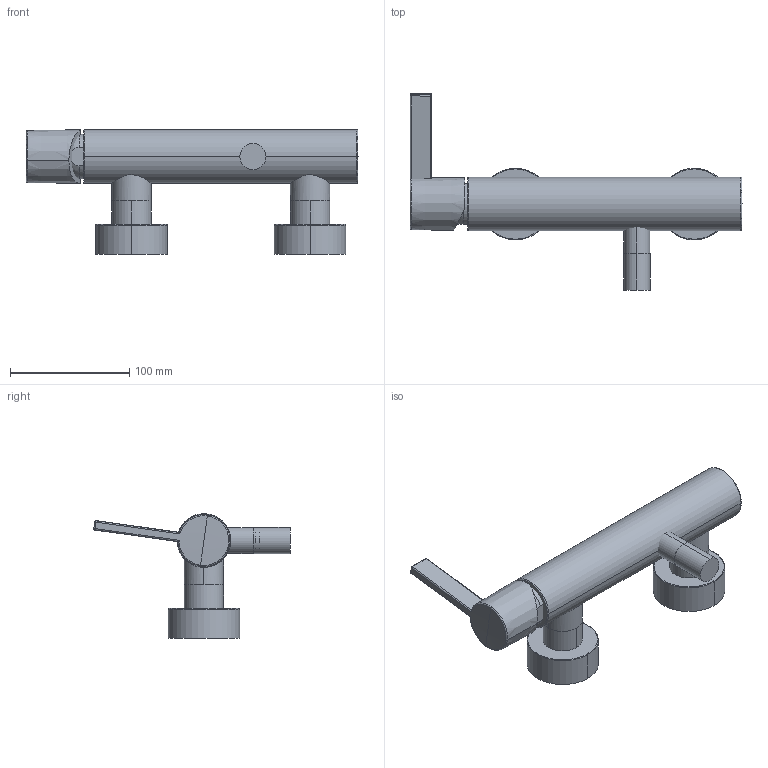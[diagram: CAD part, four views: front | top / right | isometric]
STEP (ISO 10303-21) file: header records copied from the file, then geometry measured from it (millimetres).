
FILE_DESCRIPTION (( 'STEP AP203' ), '1' );
FILE_NAME ('33301670-00.STEP', '2018-07-03T14:57:33', ( '' ), ( '' ), 'SwSTEP 2.0', 'SolidWorks 2017', '' );
FILE_SCHEMA (( 'CONFIG_CONTROL_DESIGN' ));
Length unit declared in the file: millimetre
Products named in the file (9): Planungsmodell_Mutter-+-09.23.10.048.90-01_K1; Planungsmodell_Hebel-+-09.20.67.004-01_-; Planungsmodell_Verschraubung-+-09.24.04.107.90-01_K1_40 x 20 x 40; Planungsmodell_Distanzstueck-+-09.18.40.059.90-01_K1; Planungsmodell_Haube-+-09.21.02.069.90-01_K1_22 x 31 x 22; Planungsmodell_Koerper-+-09.17.01.079.90-01_091701212-00; 33301670-00; Planungsmodell_Nippel_2-+-09.24.03.115.90-01_K1_D21,9x33; Planungsmodell_Rosette-+-09.27.62.004.90-01_K1
Assembly tree (11 placements, depth 2):
  33301670-00
    Planungsmodell_Rosette-+-09.27.62.004.90-01_K1  x2
    Planungsmodell_Distanzstueck-+-09.18.40.059.90-01_K1  x2
    Planungsmodell_Haube-+-09.21.02.069.90-01_K1_22 x 31 x 22
    Planungsmodell_Koerper-+-09.17.01.079.90-01_091701212-00
    Planungsmodell_Mutter-+-09.23.10.048.90-01_K1  x2
    Planungsmodell_Nippel_2-+-09.24.03.115.90-01_K1_D21,9x33
    Planungsmodell_Hebel-+-09.20.67.004-01_-
    Planungsmodell_Verschraubung-+-09.24.04.107.90-01_K1_40 x 20 x 40
Bounding box: 278.7 x 165.02 x 104.5 mm (x, y, z)
Volume: 692223 mm3; surface area: 94171.5 mm2
Topology: 11 solids, 11 shells, 106 faces, 207 edges, 123 vertices
Faces by surface type: cylinder 40, plane 29, torus 15, sphere 10, cone 10, bspline 2
Entity records: 3800 total; most frequent: CARTESIAN_POINT 817, DIRECTION 481, ORIENTED_EDGE 360, AXIS2_PLACEMENT_3D 214, EDGE_CURVE 180, CIRCLE 110, VERTEX_POINT 108, EDGE_LOOP 96
